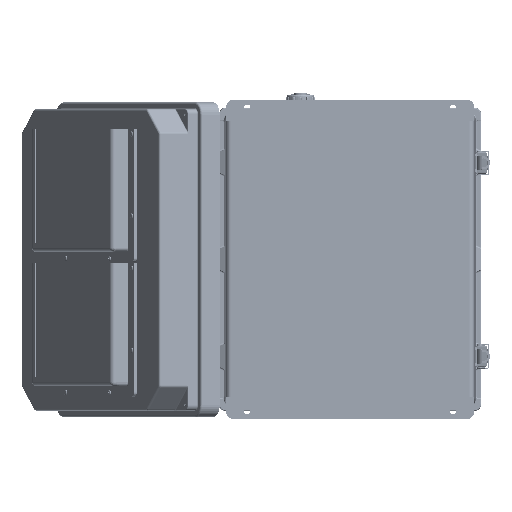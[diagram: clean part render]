
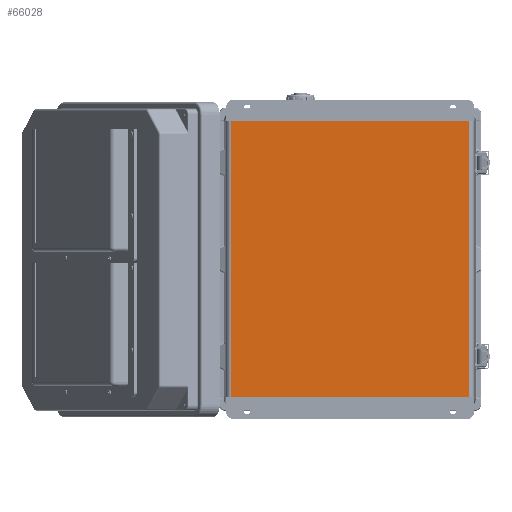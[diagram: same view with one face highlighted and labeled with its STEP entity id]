
A CAD part, front view. The second image highlights one B-rep face of the part: STEP entity #66028.
In plain terms, the highlighted planar face has unit normal (0, -1, 0).
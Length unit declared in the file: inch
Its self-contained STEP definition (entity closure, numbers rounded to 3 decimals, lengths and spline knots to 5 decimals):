
#2078 = DIRECTION ( 'NONE',  ( 0., 0., 1. ) ) ;
#8004 = CARTESIAN_POINT ( 'NONE',  ( 6.11811, 0.05906, -1.04331 ) ) ;
#8451 = VERTEX_POINT ( 'NONE', #76551 ) ;
#11930 = AXIS2_PLACEMENT_3D ( 'NONE', #42788, #116158, #53374 ) ;
#18656 = EDGE_CURVE ( 'NONE', #64459, #75937, #92491, .T. ) ;
#26584 = VECTOR ( 'NONE', #98971, 39.37008 ) ;
#26763 = LINE ( 'NONE', #88384, #26584 ) ;
#33235 = ORIENTED_EDGE ( 'NONE', *, *, #134461, .F. ) ;
#33346 = EDGE_LOOP ( 'NONE', ( #132263, #33235, #131020, #107388 ) ) ;
#42788 = CARTESIAN_POINT ( 'NONE',  ( 6.11811, 0.05906, -1.04331 ) ) ;
#46829 = VECTOR ( 'NONE', #81045, 39.37008 ) ;
#49139 = EDGE_CURVE ( 'NONE', #75937, #8451, #86439, .T. ) ;
#51875 = DIRECTION ( 'NONE',  ( 0., 0., 1. ) ) ;
#53374 = DIRECTION ( 'NONE',  ( 0., 0., 1. ) ) ;
#64459 = VERTEX_POINT ( 'NONE', #115604 ) ;
#65153 = CARTESIAN_POINT ( 'NONE',  ( 5.78771, 0.05906, -1.04331 ) ) ;
#66028 = ADVANCED_FACE ( 'NONE', ( #124596 ), #105195, .F. ) ;
#75377 = VERTEX_POINT ( 'NONE', #85963 ) ;
#75937 = VERTEX_POINT ( 'NONE', #85356 ) ;
#76551 = CARTESIAN_POINT ( 'NONE',  ( -5.78771, 0.05906, -1.04331 ) ) ;
#81045 = DIRECTION ( 'NONE',  ( -1., 0., 0. ) ) ;
#85003 = LINE ( 'NONE', #114678, #85241 ) ;
#85241 = VECTOR ( 'NONE', #51875, 39.37008 ) ;
#85356 = CARTESIAN_POINT ( 'NONE',  ( 5.78771, 0.05906, -1.04331 ) ) ;
#85963 = CARTESIAN_POINT ( 'NONE',  ( -5.78771, 0.05906, -14.4685 ) ) ;
#86439 = LINE ( 'NONE', #8004, #46829 ) ;
#88384 = CARTESIAN_POINT ( 'NONE',  ( 6.11811, 0.05906, -14.4685 ) ) ;
#92491 = LINE ( 'NONE', #65153, #93918 ) ;
#93918 = VECTOR ( 'NONE', #2078, 39.37008 ) ;
#98971 = DIRECTION ( 'NONE',  ( -1., 0., 0. ) ) ;
#105195 = PLANE ( 'NONE',  #11930 ) ;
#107388 = ORIENTED_EDGE ( 'NONE', *, *, #49139, .T. ) ;
#114678 = CARTESIAN_POINT ( 'NONE',  ( -5.78771, 0.05906, -1.04331 ) ) ;
#115604 = CARTESIAN_POINT ( 'NONE',  ( 5.78771, 0.05906, -14.4685 ) ) ;
#116158 = DIRECTION ( 'NONE',  ( 0., 1., 0. ) ) ;
#118863 = EDGE_CURVE ( 'NONE', #75377, #8451, #85003, .T. ) ;
#124596 = FACE_OUTER_BOUND ( 'NONE', #33346, .T. ) ;
#131020 = ORIENTED_EDGE ( 'NONE', *, *, #18656, .T. ) ;
#132263 = ORIENTED_EDGE ( 'NONE', *, *, #118863, .F. ) ;
#134461 = EDGE_CURVE ( 'NONE', #64459, #75377, #26763, .T. ) ;
